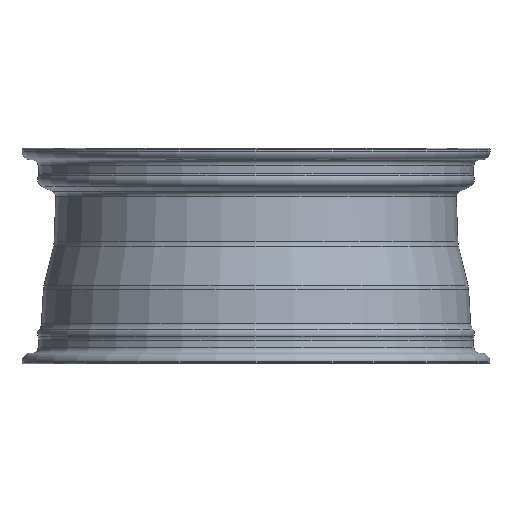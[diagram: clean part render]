
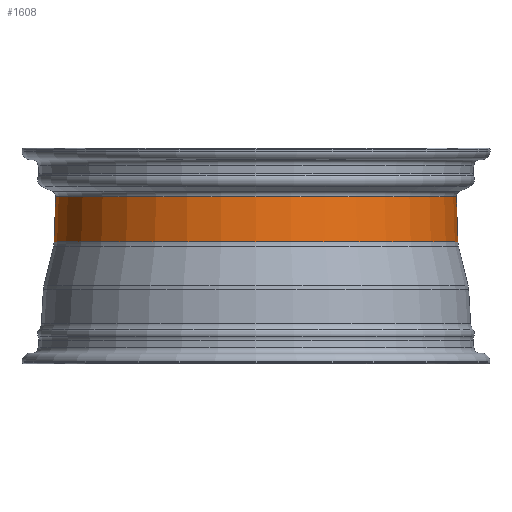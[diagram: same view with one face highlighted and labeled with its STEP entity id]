
A CAD part, front view. The second image highlights one B-rep face of the part: STEP entity #1608.
In plain terms, the highlighted conical face has half-angle 2 degrees and reference radius 223.586 mm.
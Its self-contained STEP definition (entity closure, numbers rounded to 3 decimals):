
#186=CONICAL_SURFACE('',#7587,223.586,2.);
#1262=CIRCLE('',#7584,225.33);
#1263=CIRCLE('',#7586,223.586);
#1608=ADVANCED_FACE('',(#2179,#2180),#186,.T.);
#2179=FACE_BOUND('',#2300,.T.);
#2180=FACE_BOUND('',#2301,.T.);
#2300=EDGE_LOOP('',(#3031));
#2301=EDGE_LOOP('',(#3032));
#3031=ORIENTED_EDGE('',*,*,#5919,.T.);
#3032=ORIENTED_EDGE('',*,*,#5918,.F.);
#5197=VERTEX_POINT('',#12710);
#5198=VERTEX_POINT('',#12713);
#5918=EDGE_CURVE('',#5197,#5197,#1262,.T.);
#5919=EDGE_CURVE('',#5198,#5198,#1263,.T.);
#7584=AXIS2_PLACEMENT_3D('',#12709,#8375,#8376);
#7586=AXIS2_PLACEMENT_3D('',#12712,#8379,#8380);
#7587=AXIS2_PLACEMENT_3D('',#12714,#8381,#8382);
#8375=DIRECTION('',(0.,0.,-1.));
#8376=DIRECTION('',(-1.,0.,0.));
#8379=DIRECTION('',(0.,0.,-1.));
#8380=DIRECTION('',(-1.,0.,0.));
#8381=DIRECTION('',(0.,0.,-1.));
#8382=DIRECTION('',(-1.,0.,0.));
#12709=CARTESIAN_POINT('',(0.,0.,19.54));
#12710=CARTESIAN_POINT('',(-225.33,0.,19.54));
#12712=CARTESIAN_POINT('',(0.,0.,69.488));
#12713=CARTESIAN_POINT('',(-223.586,0.,69.488));
#12714=CARTESIAN_POINT('',(0.,0.,69.488));
